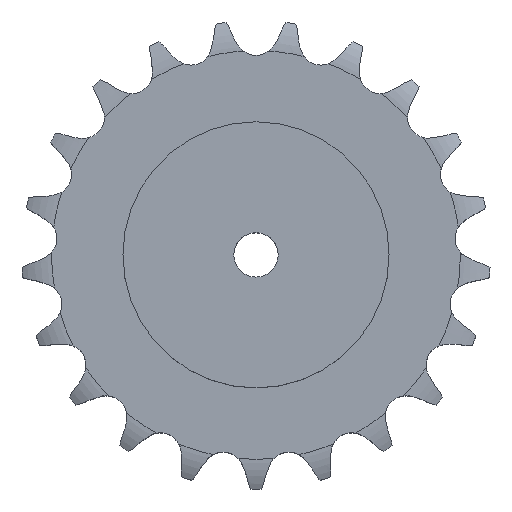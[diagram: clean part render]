
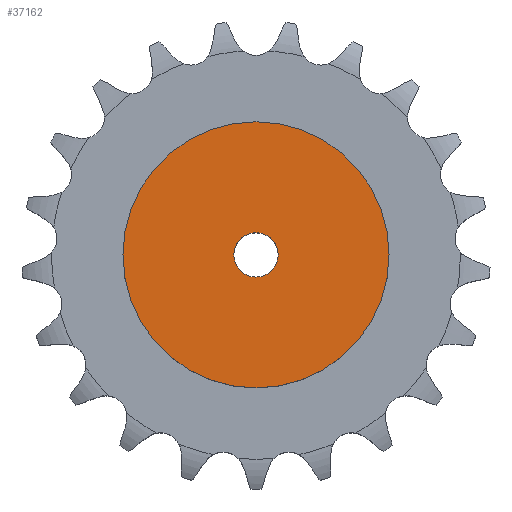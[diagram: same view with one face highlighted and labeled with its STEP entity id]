
A CAD part, top view. The second image highlights one B-rep face of the part: STEP entity #37162.
In plain terms, the highlighted planar face has unit normal (0, 0, 1).
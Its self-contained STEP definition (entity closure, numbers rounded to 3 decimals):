
#19902 = CYLINDRICAL_SURFACE('',#19903,15.);
#19903 = AXIS2_PLACEMENT_3D('',#19904,#19905,#19906);
#19904 = CARTESIAN_POINT('',(0.,0.,500.332));
#19905 = DIRECTION('',(0.,0.,1.));
#19906 = DIRECTION('',(1.,0.,0.));
#25327 = EDGE_CURVE('',#25328,#25328,#25330,.T.);
#25328 = VERTEX_POINT('',#25329);
#25329 = CARTESIAN_POINT('',(15.,0.,120.));
#25330 = SURFACE_CURVE('',#25331,(#25336,#25343),.PCURVE_S1.);
#25331 = CIRCLE('',#25332,15.);
#25332 = AXIS2_PLACEMENT_3D('',#25333,#25334,#25335);
#25333 = CARTESIAN_POINT('',(0.,0.,120.));
#25334 = DIRECTION('',(0.,0.,1.));
#25335 = DIRECTION('',(1.,0.,0.));
#25336 = PCURVE('',#19902,#25337);
#25337 = DEFINITIONAL_REPRESENTATION('',(#25338),#25342);
#25338 = LINE('',#25339,#25340);
#25339 = CARTESIAN_POINT('',(0.,-380.332));
#25340 = VECTOR('',#25341,1.);
#25341 = DIRECTION('',(1.,0.));
#25342 = ( GEOMETRIC_REPRESENTATION_CONTEXT(2) 
PARAMETRIC_REPRESENTATION_CONTEXT() REPRESENTATION_CONTEXT('2D SPACE',''
  ) );
#25343 = PCURVE('',#25344,#25349);
#25344 = PLANE('',#25345);
#25345 = AXIS2_PLACEMENT_3D('',#25346,#25347,#25348);
#25346 = CARTESIAN_POINT('',(0.,0.,120.
    ));
#25347 = DIRECTION('',(0.,0.,1.));
#25348 = DIRECTION('',(1.,0.,0.));
#25349 = DEFINITIONAL_REPRESENTATION('',(#25350),#25354);
#25350 = CIRCLE('',#25351,15.);
#25351 = AXIS2_PLACEMENT_2D('',#25352,#25353);
#25352 = CARTESIAN_POINT('',(0.,0.));
#25353 = DIRECTION('',(1.,0.));
#25354 = ( GEOMETRIC_REPRESENTATION_CONTEXT(2) 
PARAMETRIC_REPRESENTATION_CONTEXT() REPRESENTATION_CONTEXT('2D SPACE',''
  ) );
#37162 = ADVANCED_FACE('',(#37163,#37194),#25344,.T.);
#37163 = FACE_BOUND('',#37164,.T.);
#37164 = EDGE_LOOP('',(#37165));
#37165 = ORIENTED_EDGE('',*,*,#37166,.T.);
#37166 = EDGE_CURVE('',#37167,#37167,#37169,.T.);
#37167 = VERTEX_POINT('',#37168);
#37168 = CARTESIAN_POINT('',(90.,0.,120.));
#37169 = SURFACE_CURVE('',#37170,(#37175,#37182),.PCURVE_S1.);
#37170 = CIRCLE('',#37171,90.);
#37171 = AXIS2_PLACEMENT_3D('',#37172,#37173,#37174);
#37172 = CARTESIAN_POINT('',(0.,0.,120.));
#37173 = DIRECTION('',(0.,0.,1.));
#37174 = DIRECTION('',(1.,0.,0.));
#37175 = PCURVE('',#25344,#37176);
#37176 = DEFINITIONAL_REPRESENTATION('',(#37177),#37181);
#37177 = CIRCLE('',#37178,90.);
#37178 = AXIS2_PLACEMENT_2D('',#37179,#37180);
#37179 = CARTESIAN_POINT('',(0.,0.));
#37180 = DIRECTION('',(1.,0.));
#37181 = ( GEOMETRIC_REPRESENTATION_CONTEXT(2) 
PARAMETRIC_REPRESENTATION_CONTEXT() REPRESENTATION_CONTEXT('2D SPACE',''
  ) );
#37182 = PCURVE('',#37183,#37188);
#37183 = CYLINDRICAL_SURFACE('',#37184,90.);
#37184 = AXIS2_PLACEMENT_3D('',#37185,#37186,#37187);
#37185 = CARTESIAN_POINT('',(0.,0.,0.));
#37186 = DIRECTION('',(-0.,-0.,-1.));
#37187 = DIRECTION('',(1.,0.,0.));
#37188 = DEFINITIONAL_REPRESENTATION('',(#37189),#37193);
#37189 = LINE('',#37190,#37191);
#37190 = CARTESIAN_POINT('',(-0.,-120.));
#37191 = VECTOR('',#37192,1.);
#37192 = DIRECTION('',(-1.,0.));
#37193 = ( GEOMETRIC_REPRESENTATION_CONTEXT(2) 
PARAMETRIC_REPRESENTATION_CONTEXT() REPRESENTATION_CONTEXT('2D SPACE',''
  ) );
#37194 = FACE_BOUND('',#37195,.T.);
#37195 = EDGE_LOOP('',(#37196));
#37196 = ORIENTED_EDGE('',*,*,#25327,.F.);
